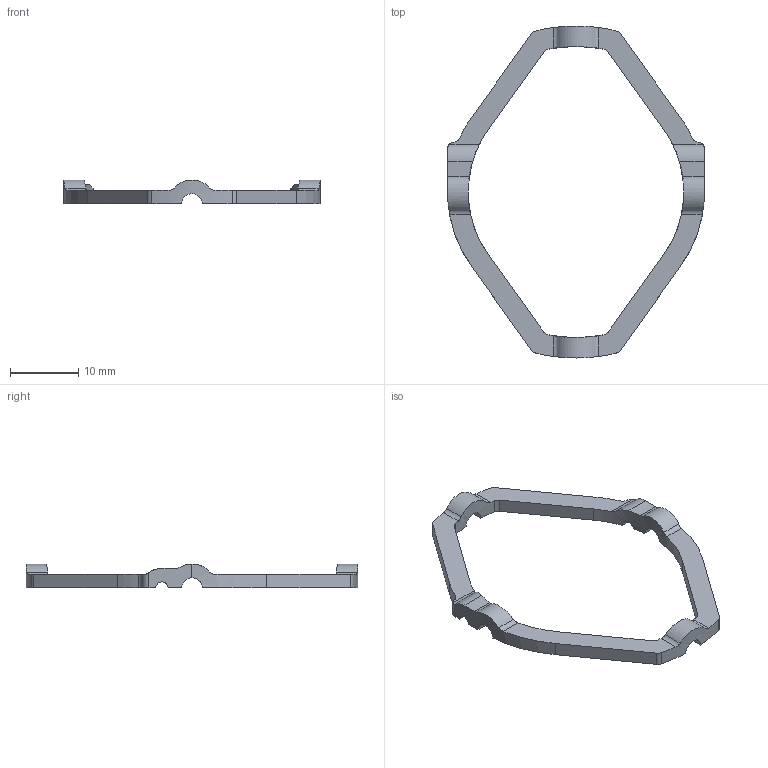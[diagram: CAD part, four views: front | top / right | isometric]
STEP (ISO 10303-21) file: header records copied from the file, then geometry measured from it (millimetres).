
FILE_DESCRIPTION(('CATIA V5 STEP Exchange'),'2;1');
FILE_NAME('Aeussere_Aufhaengung.stp','2015-11-20T15:48:10+00:00',('none'),('none'),'CATIA Version 5 Release 17 (IN-10)','CATIA V5 STEP AP203','none');
FILE_SCHEMA(('CONFIG_CONTROL_DESIGN'));
Length unit declared in the file: millimetre
Products named in the file (1): Aeussere_Aufhaengung
Bounding box: 37.5 x 48.5 x 3.5 mm (x, y, z)
Volume: 801.3 mm3; surface area: 1321.7 mm2
Topology: 1 solids, 1 shells, 72 faces, 216 edges, 144 vertices
Faces by surface type: cylinder 50, plane 22
Entity records: 2431 total; most frequent: CARTESIAN_POINT 626, ORIENTED_EDGE 432, DIRECTION 266, EDGE_CURVE 216, VERTEX_POINT 144, AXIS2_PLACEMENT_3D 124, VECTOR 94, LINE 94
